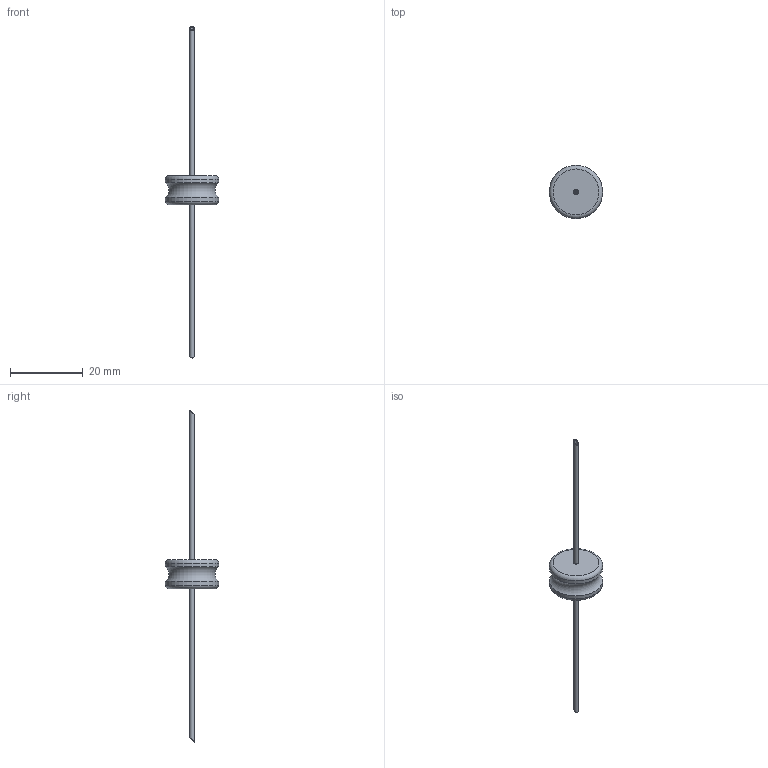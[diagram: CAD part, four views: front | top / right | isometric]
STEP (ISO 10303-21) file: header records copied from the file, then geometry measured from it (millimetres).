
FILE_DESCRIPTION(/* description */ ('This is a sample STEP configuration'),/* implementation_level */ '2;1');
FILE_NAME(/* name */ '900054.stp',/* time_stamp */ '2019-12-12T12:38:34+01:00',/* author */ ('powerJobs'),/* organization */ ('coolOrange'),/* preprocessor_version */ 'ST-DEVELOPER v18',/* originating_system */ 'Autodesk Inventor 2020',/* authorisation */ '');
FILE_SCHEMA (('AUTOMOTIVE_DESIGN { 1 0 10303 214 3 1 1 }'));
Length unit declared in the file: millimetre
Products named in the file (1): 900054
Bounding box: 14.6 x 14.6 x 91 mm (x, y, z)
Volume: 1252.8 mm3; surface area: 1282.7 mm2
Topology: 2 solids, 2 shells, 12 faces, 36 edges, 28 vertices
Faces by surface type: cylinder 5, plane 4, torus 3
Full cylindrical faces by diameter (mm): 0.8 x1, 1.25 x1, 1.35 x1, 14.6 x2
Entity records: 525 total; most frequent: DIRECTION 93, CARTESIAN_POINT 77, ORIENTED_EDGE 72, AXIS2_PLACEMENT_3D 44, EDGE_CURVE 36, VERTEX_POINT 28, CIRCLE 23, EDGE_LOOP 16
